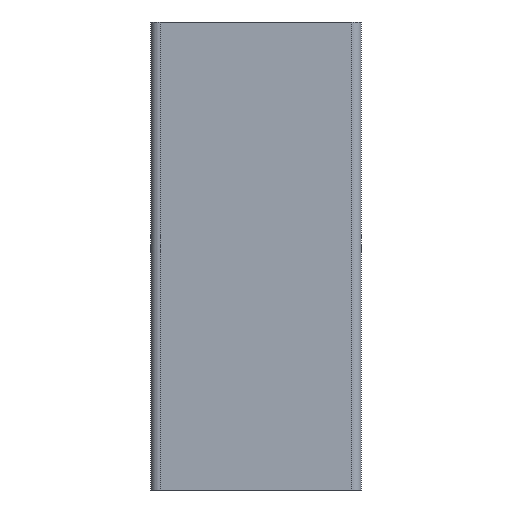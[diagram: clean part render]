
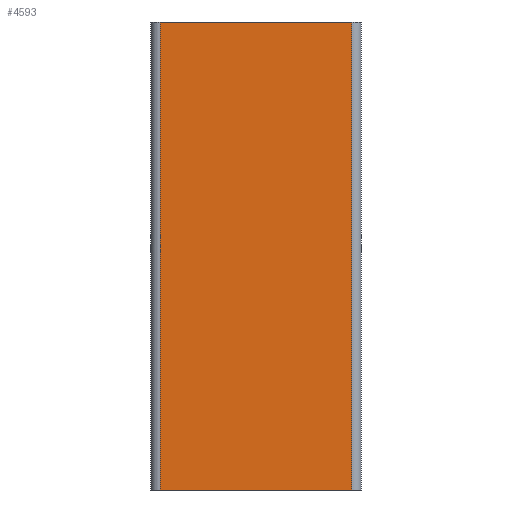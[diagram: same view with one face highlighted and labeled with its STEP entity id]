
A CAD part, front view. The second image highlights one B-rep face of the part: STEP entity #4593.
In plain terms, the highlighted planar face has unit normal (0, -1, 0).
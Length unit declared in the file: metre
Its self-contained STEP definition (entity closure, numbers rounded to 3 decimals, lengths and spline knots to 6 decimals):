
#373=FACE_OUTER_BOUND('',#599,.T.);
#599=EDGE_LOOP('',(#3607,#3608,#3609,#3610));
#1115=LINE('',#7307,#1675);
#1116=LINE('',#7310,#1676);
#1117=LINE('',#7312,#1677);
#1118=LINE('',#7313,#1678);
#1675=VECTOR('',#5966,0.1);
#1676=VECTOR('',#5969,0.041);
#1677=VECTOR('',#5970,0.041);
#1678=VECTOR('',#5971,0.1);
#2139=VERTEX_POINT('',#7303);
#2140=VERTEX_POINT('',#7305);
#2141=VERTEX_POINT('',#7309);
#2142=VERTEX_POINT('',#7311);
#2761=EDGE_CURVE('',#2140,#2139,#1115,.T.);
#2762=EDGE_CURVE('',#2141,#2139,#1116,.T.);
#2763=EDGE_CURVE('',#2142,#2140,#1117,.T.);
#2764=EDGE_CURVE('',#2142,#2141,#1118,.T.);
#3607=ORIENTED_EDGE('',*,*,#2762,.T.);
#3608=ORIENTED_EDGE('',*,*,#2761,.F.);
#3609=ORIENTED_EDGE('',*,*,#2763,.F.);
#3610=ORIENTED_EDGE('',*,*,#2764,.T.);
#4384=PLANE('',#4920);
#4593=ADVANCED_FACE('',(#373),#4384,.F.);
#4920=AXIS2_PLACEMENT_3D('',#7308,#5967,#5968);
#5966=DIRECTION('',(0.,0.,-1.));
#5967=DIRECTION('center_axis',(0.,1.,0.));
#5968=DIRECTION('ref_axis',(0.,0.,1.));
#5969=DIRECTION('',(1.,0.,0.));
#5970=DIRECTION('',(1.,0.,0.));
#5971=DIRECTION('',(0.,0.,-1.));
#7303=CARTESIAN_POINT('',(0.044414,0.026027,0.));
#7305=CARTESIAN_POINT('',(0.044414,0.026027,0.1));
#7307=CARTESIAN_POINT('',(0.044414,0.026027,0.1));
#7308=CARTESIAN_POINT('Origin',(0.044414,0.026027,1.));
#7309=CARTESIAN_POINT('',(0.003414,0.026027,0.));
#7310=CARTESIAN_POINT('',(0.003414,0.026027,0.));
#7311=CARTESIAN_POINT('',(0.003414,0.026027,0.1));
#7312=CARTESIAN_POINT('',(0.003414,0.026027,0.1));
#7313=CARTESIAN_POINT('',(0.003414,0.026027,0.1));
